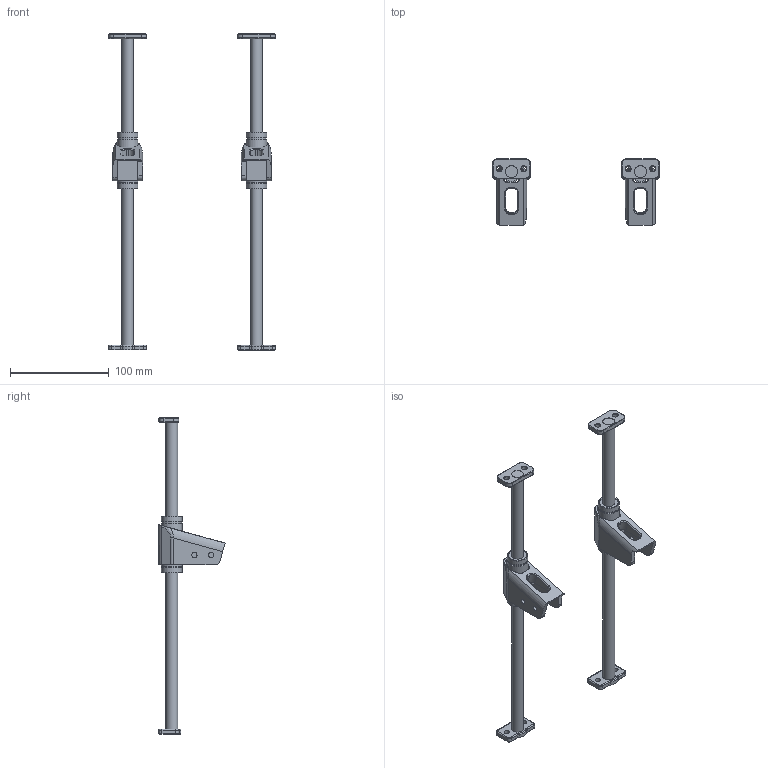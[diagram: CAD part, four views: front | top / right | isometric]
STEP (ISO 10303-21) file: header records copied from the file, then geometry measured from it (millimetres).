
FILE_DESCRIPTION(/* description */ (''),/* implementation_level */ '2;1');
FILE_NAME(/* name */ 'Z_Shaft_Assembly_12mm v9.step',/* time_stamp */ '2020-07-25T06:20:01-04:00',/* author */ (''),/* organization */ (''),/* preprocessor_version */ 'ST-DEVELOPER v18.1',/* originating_system */ 'Autodesk Translation Framework v9.3.0.1241',/* authorisation */ '');
FILE_SCHEMA (('AUTOMOTIVE_DESIGN { 1 0 10303 214 3 1 1 }'));
Length unit declared in the file: millimetre
Products named in the file (6): Z_Shaft_Assembly_12mm; Z Bearing Block B_12mm; LM12LUU; 12mm 320mm Rod; Z_Shaft_Retainer_12mm; Z_Shaft_Retainer_12mm-Alt
Assembly tree (9 placements, depth 3):
  Z_Shaft_Assembly_12mm
    Z_Shaft_Retainer_12mm  x2
    12mm 320mm Rod  x2
    Z Bearing Block B_12mm
      LM12LUU  x2
    Z_Shaft_Retainer_12mm-Alt  x2
Bounding box: 168.4 x 66.8 x 320.4 mm (x, y, z)
Volume: 156260.3 mm3; surface area: 70032.9 mm2
Topology: 10 solids, 10 shells, 344 faces, 810 edges, 494 vertices
Faces by surface type: plane 130, cylinder 116, cone 44, bspline 32, torus 22
Full cylindrical faces by diameter (mm): 5.4 x12, 12 x4, 12.2 x4, 19 x4, 20 x4, 21 x6
Entity records: 8169 total; most frequent: CARTESIAN_POINT 2148, ORIENTED_EDGE 1216, DIRECTION 1191, EDGE_CURVE 608, AXIS2_PLACEMENT_3D 425, VERTEX_POINT 375, LINE 341, VECTOR 341
